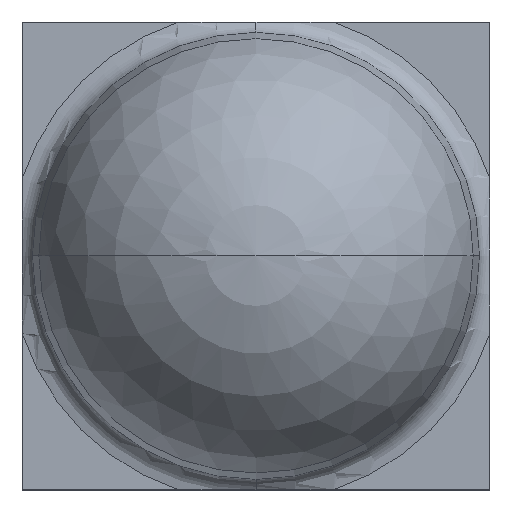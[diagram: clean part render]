
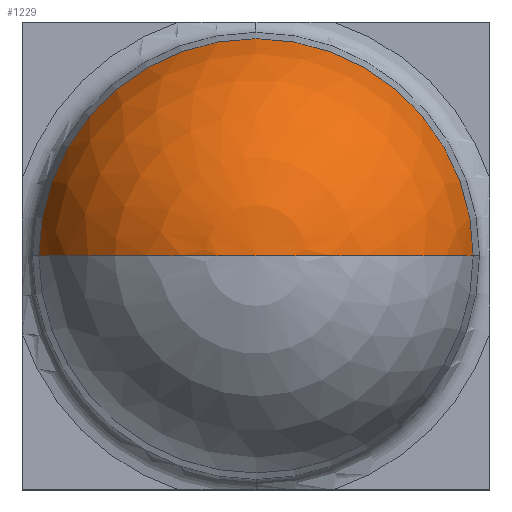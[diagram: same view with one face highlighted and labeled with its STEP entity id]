
A CAD part, top view. The second image highlights one B-rep face of the part: STEP entity #1229.
In plain terms, the highlighted spherical face has radius 1.418 mm.
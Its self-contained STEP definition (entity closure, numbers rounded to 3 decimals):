
#25 = DIRECTION ( 'NONE',  ( -1., 0., 0. ) ) ;
#139 = DIRECTION ( 'NONE',  ( 1., 0., 0. ) ) ;
#328 = EDGE_CURVE ( 'NONE', #1503, #1507, #679, .T. ) ;
#341 = CARTESIAN_POINT ( 'NONE',  ( -1.393, 0., 1.07 ) ) ;
#397 = AXIS2_PLACEMENT_3D ( 'NONE', #1103, #1112, #1244 ) ;
#433 = EDGE_CURVE ( 'NONE', #1507, #1503, #1332, .T. ) ;
#530 = CARTESIAN_POINT ( 'NONE',  ( 0., 0., 0.802 ) ) ;
#540 = DIRECTION ( 'NONE',  ( 0., 1., 0. ) ) ;
#589 = CARTESIAN_POINT ( 'NONE',  ( 1.393, 0., 1.07 ) ) ;
#610 = EDGE_LOOP ( 'NONE', ( #1457, #821 ) ) ;
#679 = CIRCLE ( 'NONE', #397, 1.393 ) ;
#738 = DIRECTION ( 'NONE',  ( 0., 0., -1. ) ) ;
#821 = ORIENTED_EDGE ( 'NONE', *, *, #433, .T. ) ;
#874 = AXIS2_PLACEMENT_3D ( 'NONE', #1001, #738, #139 ) ;
#1001 = CARTESIAN_POINT ( 'NONE',  ( 0., 0., 0.802 ) ) ;
#1103 = CARTESIAN_POINT ( 'NONE',  ( 0., 0., 1.07 ) ) ;
#1112 = DIRECTION ( 'NONE',  ( 0., 0., 1. ) ) ;
#1229 = ADVANCED_FACE ( 'NONE', ( #1234 ), #1357, .T. ) ;
#1234 = FACE_OUTER_BOUND ( 'NONE', #610, .T. ) ;
#1244 = DIRECTION ( 'NONE',  ( -1., 0., 0. ) ) ;
#1250 = AXIS2_PLACEMENT_3D ( 'NONE', #530, #540, #25 ) ;
#1332 = CIRCLE ( 'NONE', #1250, 1.418 ) ;
#1357 = SPHERICAL_SURFACE ( 'NONE', #874, 1.418 ) ;
#1457 = ORIENTED_EDGE ( 'NONE', *, *, #328, .T. ) ;
#1503 = VERTEX_POINT ( 'NONE', #589 ) ;
#1507 = VERTEX_POINT ( 'NONE', #341 ) ;
